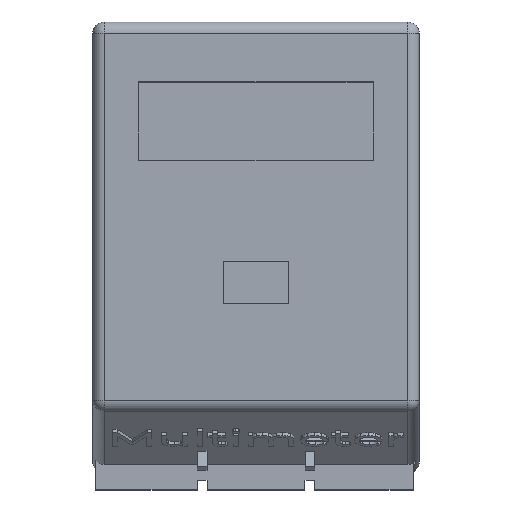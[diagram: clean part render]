
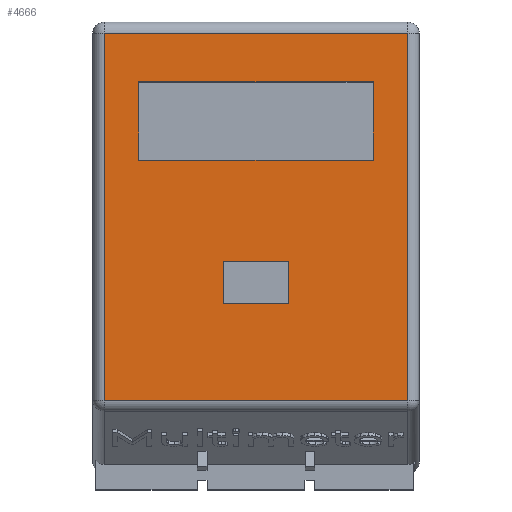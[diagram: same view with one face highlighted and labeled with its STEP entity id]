
A CAD part, top view. The second image highlights one B-rep face of the part: STEP entity #4666.
In plain terms, the highlighted planar face has unit normal (0, 0, 1).
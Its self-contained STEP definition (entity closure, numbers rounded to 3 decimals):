
#78=FACE_BOUND('',#837,.T.);
#79=FACE_BOUND('',#838,.T.);
#566=FACE_OUTER_BOUND('',#836,.T.);
#836=EDGE_LOOP('',(#4136,#4137,#4138,#4139));
#837=EDGE_LOOP('',(#4140,#4141,#4142,#4143));
#838=EDGE_LOOP('',(#4144,#4145,#4146,#4147));
#1261=LINE('',#8439,#1735);
#1263=LINE('',#8446,#1737);
#1264=LINE('',#8454,#1738);
#1267=LINE('',#8461,#1741);
#1277=LINE('',#8484,#1751);
#1278=LINE('',#8486,#1752);
#1279=LINE('',#8488,#1753);
#1280=LINE('',#8489,#1754);
#1281=LINE('',#8492,#1755);
#1282=LINE('',#8494,#1756);
#1283=LINE('',#8496,#1757);
#1284=LINE('',#8497,#1758);
#1735=VECTOR('',#5557,10.);
#1737=VECTOR('',#5567,10.);
#1738=VECTOR('',#5578,10.);
#1741=VECTOR('',#5587,10.);
#1751=VECTOR('',#5607,10.);
#1752=VECTOR('',#5608,10.);
#1753=VECTOR('',#5609,10.);
#1754=VECTOR('',#5610,10.);
#1755=VECTOR('',#5611,10.);
#1756=VECTOR('',#5612,10.);
#1757=VECTOR('',#5613,10.);
#1758=VECTOR('',#5614,10.);
#2208=VERTEX_POINT('',#8419);
#2214=VERTEX_POINT('',#8434);
#2215=VERTEX_POINT('',#8441);
#2216=VERTEX_POINT('',#8448);
#2225=VERTEX_POINT('',#8482);
#2226=VERTEX_POINT('',#8483);
#2227=VERTEX_POINT('',#8485);
#2228=VERTEX_POINT('',#8487);
#2229=VERTEX_POINT('',#8490);
#2230=VERTEX_POINT('',#8491);
#2231=VERTEX_POINT('',#8493);
#2232=VERTEX_POINT('',#8495);
#2853=EDGE_CURVE('',#2208,#2214,#1261,.T.);
#2857=EDGE_CURVE('',#2215,#2208,#1263,.T.);
#2861=EDGE_CURVE('',#2216,#2215,#1264,.T.);
#2865=EDGE_CURVE('',#2214,#2216,#1267,.T.);
#2876=EDGE_CURVE('',#2225,#2226,#1277,.T.);
#2877=EDGE_CURVE('',#2226,#2227,#1278,.T.);
#2878=EDGE_CURVE('',#2227,#2228,#1279,.T.);
#2879=EDGE_CURVE('',#2228,#2225,#1280,.T.);
#2880=EDGE_CURVE('',#2229,#2230,#1281,.T.);
#2881=EDGE_CURVE('',#2230,#2231,#1282,.T.);
#2882=EDGE_CURVE('',#2231,#2232,#1283,.T.);
#2883=EDGE_CURVE('',#2232,#2229,#1284,.T.);
#4136=ORIENTED_EDGE('',*,*,#2853,.F.);
#4137=ORIENTED_EDGE('',*,*,#2857,.F.);
#4138=ORIENTED_EDGE('',*,*,#2861,.F.);
#4139=ORIENTED_EDGE('',*,*,#2865,.F.);
#4140=ORIENTED_EDGE('',*,*,#2876,.T.);
#4141=ORIENTED_EDGE('',*,*,#2877,.T.);
#4142=ORIENTED_EDGE('',*,*,#2878,.T.);
#4143=ORIENTED_EDGE('',*,*,#2879,.T.);
#4144=ORIENTED_EDGE('',*,*,#2880,.T.);
#4145=ORIENTED_EDGE('',*,*,#2881,.T.);
#4146=ORIENTED_EDGE('',*,*,#2882,.T.);
#4147=ORIENTED_EDGE('',*,*,#2883,.T.);
#4419=PLANE('',#4865);
#4666=ADVANCED_FACE('',(#566,#78,#79),#4419,.T.);
#4865=AXIS2_PLACEMENT_3D('',#8481,#5605,#5606);
#5557=DIRECTION('',(1.,0.,0.));
#5567=DIRECTION('',(0.,1.,0.));
#5578=DIRECTION('',(-1.,0.,0.));
#5587=DIRECTION('',(0.,-1.,0.));
#5605=DIRECTION('center_axis',(0.,0.,1.));
#5606=DIRECTION('ref_axis',(0.,-1.,0.));
#5607=DIRECTION('',(0.,1.,0.));
#5608=DIRECTION('',(1.,0.,0.));
#5609=DIRECTION('',(0.,-1.,0.));
#5610=DIRECTION('',(-1.,0.,0.));
#5611=DIRECTION('',(0.,1.,0.));
#5612=DIRECTION('',(1.,0.,0.));
#5613=DIRECTION('',(0.,-1.,0.));
#5614=DIRECTION('',(-1.,0.,0.));
#8419=CARTESIAN_POINT('',(3.5,134.83,50.));
#8434=CARTESIAN_POINT('',(96.5,134.83,50.));
#8439=CARTESIAN_POINT('',(0.,134.83,50.));
#8441=CARTESIAN_POINT('',(3.5,22.37,50.));
#8446=CARTESIAN_POINT('',(3.5,105.,50.));
#8448=CARTESIAN_POINT('',(96.5,22.37,50.));
#8454=CARTESIAN_POINT('',(0.,22.37,50.));
#8461=CARTESIAN_POINT('',(96.5,105.,50.));
#8481=CARTESIAN_POINT('Origin',(0.,140.,50.));
#8482=CARTESIAN_POINT('',(40.,52.,50.));
#8483=CARTESIAN_POINT('',(40.,65.,50.));
#8484=CARTESIAN_POINT('',(40.,96.,50.));
#8485=CARTESIAN_POINT('',(60.,65.,50.));
#8486=CARTESIAN_POINT('',(20.,65.,50.));
#8487=CARTESIAN_POINT('',(60.,52.,50.));
#8488=CARTESIAN_POINT('',(60.,102.5,50.));
#8489=CARTESIAN_POINT('',(30.,52.,50.));
#8490=CARTESIAN_POINT('',(14.,96.,50.));
#8491=CARTESIAN_POINT('',(14.,120.,50.));
#8492=CARTESIAN_POINT('',(14.,118.,50.));
#8493=CARTESIAN_POINT('',(86.,120.,50.));
#8494=CARTESIAN_POINT('',(7.,120.,50.));
#8495=CARTESIAN_POINT('',(86.,96.,50.));
#8496=CARTESIAN_POINT('',(86.,130.,50.));
#8497=CARTESIAN_POINT('',(43.,96.,50.));
